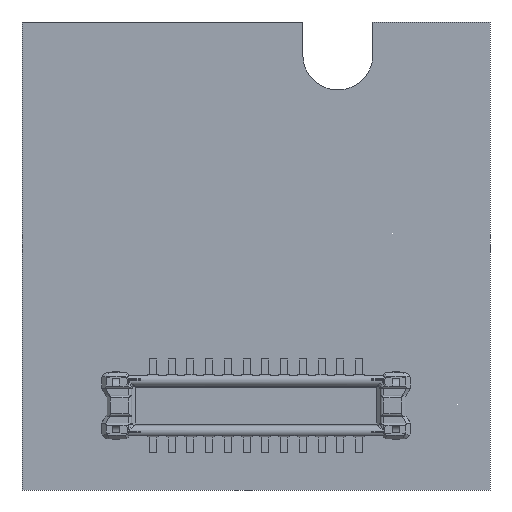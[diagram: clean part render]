
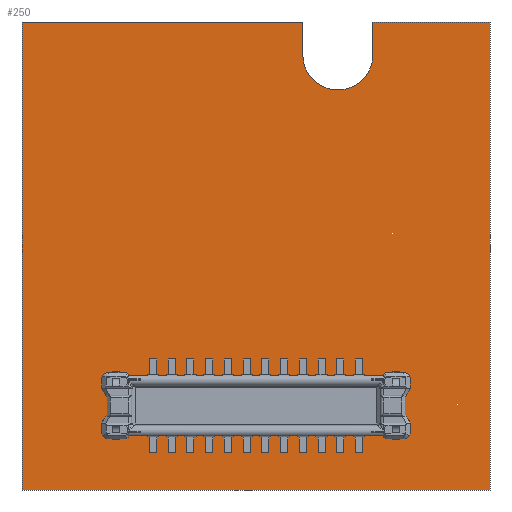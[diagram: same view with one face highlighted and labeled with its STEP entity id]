
A CAD part, front view. The second image highlights one B-rep face of the part: STEP entity #250.
In plain terms, the highlighted planar face has unit normal (0, -1, 0).
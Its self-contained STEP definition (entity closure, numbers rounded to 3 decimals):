
#25=DIRECTION('',(0.,0.,-1.));
#26=VECTOR('',#25,0.7);
#27=CARTESIAN_POINT('',(6.,0.,0.));
#28=LINE('',#27,#26);
#32=CARTESIAN_POINT('',(6.75,0.,-0.7));
#33=DIRECTION('',(0.,1.,0.));
#34=DIRECTION('',(1.,0.,0.));
#35=AXIS2_PLACEMENT_3D('',#32,#33,#34);
#40=DIRECTION('',(0.,0.,-1.));
#41=VECTOR('',#40,0.7);
#42=CARTESIAN_POINT('',(7.5,0.,0.));
#43=LINE('',#42,#41);
#47=DIRECTION('',(1.,0.,0.));
#48=VECTOR('',#47,2.5);
#49=CARTESIAN_POINT('',(7.5,0.,0.));
#50=LINE('',#49,#48);
#54=DIRECTION('',(0.,0.,-1.));
#55=VECTOR('',#54,10.);
#56=CARTESIAN_POINT('',(10.,0.,0.));
#57=LINE('',#56,#55);
#61=DIRECTION('',(-1.,0.,0.));
#62=VECTOR('',#61,10.);
#63=CARTESIAN_POINT('',(10.,0.,-10.));
#64=LINE('',#63,#62);
#68=DIRECTION('',(0.,0.,1.));
#69=VECTOR('',#68,10.);
#70=CARTESIAN_POINT('',(0.,0.,-10.));
#71=LINE('',#70,#69);
#75=DIRECTION('',(1.,0.,0.));
#76=VECTOR('',#75,6.);
#77=CARTESIAN_POINT('',(0.,0.,0.));
#78=LINE('',#77,#76);
#195=CARTESIAN_POINT('',(10.,0.,0.));
#196=CARTESIAN_POINT('',(10.,0.,-10.));
#197=VERTEX_POINT('',#195);
#198=VERTEX_POINT('',#196);
#199=CARTESIAN_POINT('',(0.,0.,-10.));
#200=VERTEX_POINT('',#199);
#201=CARTESIAN_POINT('',(0.,0.,0.));
#202=VERTEX_POINT('',#201);
#211=CARTESIAN_POINT('',(6.,0.,0.));
#212=CARTESIAN_POINT('',(6.,0.,-0.7));
#213=VERTEX_POINT('',#211);
#214=VERTEX_POINT('',#212);
#215=CARTESIAN_POINT('',(7.5,0.,0.));
#216=CARTESIAN_POINT('',(7.5,0.,-0.7));
#217=VERTEX_POINT('',#215);
#218=VERTEX_POINT('',#216);
#227=CARTESIAN_POINT('',(0.,0.,0.));
#228=DIRECTION('',(0.,1.,0.));
#229=DIRECTION('',(1.,0.,0.));
#230=AXIS2_PLACEMENT_3D('',#227,#228,#229);
#231=PLANE('',#230);
#233=ORIENTED_EDGE('',*,*,#232,.T.);
#235=ORIENTED_EDGE('',*,*,#234,.F.);
#237=ORIENTED_EDGE('',*,*,#236,.F.);
#239=ORIENTED_EDGE('',*,*,#238,.T.);
#241=ORIENTED_EDGE('',*,*,#240,.T.);
#243=ORIENTED_EDGE('',*,*,#242,.T.);
#245=ORIENTED_EDGE('',*,*,#244,.T.);
#247=ORIENTED_EDGE('',*,*,#246,.T.);
#248=EDGE_LOOP('',(#233,#235,#237,#239,#241,#243,#245,#247));
#249=FACE_OUTER_BOUND('',#248,.F.);
#36=CIRCLE('',#35,0.75);
#232=EDGE_CURVE('',#213,#214,#28,.T.);
#234=EDGE_CURVE('',#218,#214,#36,.T.);
#236=EDGE_CURVE('',#217,#218,#43,.T.);
#238=EDGE_CURVE('',#217,#197,#50,.T.);
#240=EDGE_CURVE('',#197,#198,#57,.T.);
#242=EDGE_CURVE('',#198,#200,#64,.T.);
#244=EDGE_CURVE('',#200,#202,#71,.T.);
#246=EDGE_CURVE('',#202,#213,#78,.T.);
#250=ADVANCED_FACE('',(#249),#231,.F.);
